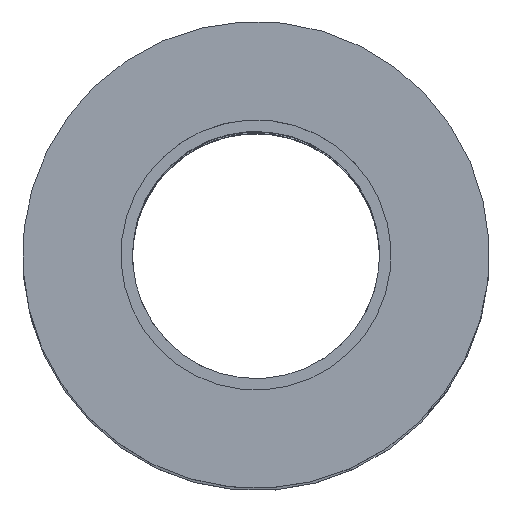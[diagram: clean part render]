
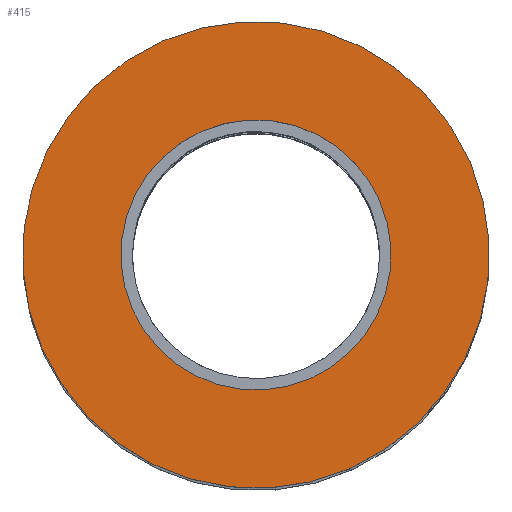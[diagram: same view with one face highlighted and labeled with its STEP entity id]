
A CAD part, top view. The second image highlights one B-rep face of the part: STEP entity #415.
In plain terms, the highlighted planar face has unit normal (0, 0, 1).
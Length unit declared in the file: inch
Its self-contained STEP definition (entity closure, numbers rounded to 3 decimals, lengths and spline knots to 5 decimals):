
#214 = VERTEX_POINT ( 'NONE', #2110 ) ;
#224 = ORIENTED_EDGE ( 'NONE', *, *, #2623, .F. ) ;
#237 = VERTEX_POINT ( 'NONE', #2087 ) ;
#265 = VERTEX_POINT ( 'NONE', #2077 ) ;
#337 = ORIENTED_EDGE ( 'NONE', *, *, #2606, .F. ) ;
#363 = VERTEX_POINT ( 'NONE', #2004 ) ;
#371 = ORIENTED_EDGE ( 'NONE', *, *, #908, .T. ) ;
#372 = ORIENTED_EDGE ( 'NONE', *, *, #2600, .T. ) ;
#415 = ADVANCED_FACE ( 'NONE', ( #637, #585 ), #570, .F. ) ;
#560 = DIRECTION ( 'NONE',  ( -0.917, -0.399, 0. ) ) ;
#565 = DIRECTION ( 'NONE',  ( 0., 0., -1. ) ) ;
#570 = PLANE ( 'NONE',  #1242 ) ;
#585 = FACE_OUTER_BOUND ( 'NONE', #2215, .T. ) ;
#626 = CARTESIAN_POINT ( 'NONE',  ( -0.23533, 0.54104, 2.46 ) ) ;
#637 = FACE_BOUND ( 'NONE', #2221, .T. ) ;
#835 = DIRECTION ( 'NONE',  ( 0.917, 0.399, 0. ) ) ;
#836 = DIRECTION ( 'NONE',  ( 0., 0., 1. ) ) ;
#839 = CARTESIAN_POINT ( 'NONE',  ( 0., 0., 2.46 ) ) ;
#908 = EDGE_CURVE ( 'NONE', #265, #214, #1234, .T. ) ;
#986 = AXIS2_PLACEMENT_3D ( 'NONE', #839, #836, #835 ) ;
#1234 = CIRCLE ( 'NONE', #986, 0.59 ) ;
#1242 = AXIS2_PLACEMENT_3D ( 'NONE', #626, #565, #560 ) ;
#1475 = CARTESIAN_POINT ( 'NONE',  ( 0., 0., 2.46 ) ) ;
#1476 = DIRECTION ( 'NONE',  ( 0., 0., 1. ) ) ;
#1477 = DIRECTION ( 'NONE',  ( 0.917, 0.399, 0. ) ) ;
#1490 = CARTESIAN_POINT ( 'NONE',  ( 0., 0., 2.46 ) ) ;
#1491 = DIRECTION ( 'NONE',  ( 0., 0., 1. ) ) ;
#1492 = DIRECTION ( 'NONE',  ( 0.917, 0.399, 0. ) ) ;
#1543 = CARTESIAN_POINT ( 'NONE',  ( 0., 0., 2.46 ) ) ;
#1544 = DIRECTION ( 'NONE',  ( 0., 0., 1. ) ) ;
#1545 = DIRECTION ( 'NONE',  ( 0.917, 0.399, 0. ) ) ;
#2004 = CARTESIAN_POINT ( 'NONE',  ( -0.31316, -0.13621, 2.46 ) ) ;
#2077 = CARTESIAN_POINT ( 'NONE',  ( 0.54104, 0.23533, 2.46 ) ) ;
#2087 = CARTESIAN_POINT ( 'NONE',  ( 0.31316, 0.13621, 2.46 ) ) ;
#2110 = CARTESIAN_POINT ( 'NONE',  ( -0.54104, -0.23533, 2.46 ) ) ;
#2215 = EDGE_LOOP ( 'NONE', ( #371, #372 ) ) ;
#2221 = EDGE_LOOP ( 'NONE', ( #337, #224 ) ) ;
#2434 = AXIS2_PLACEMENT_3D ( 'NONE', #1490, #1491, #1492 ) ;
#2435 = CIRCLE ( 'NONE', #2434, 0.3415 ) ;
#2448 = AXIS2_PLACEMENT_3D ( 'NONE', #1475, #1476, #1477 ) ;
#2450 = CIRCLE ( 'NONE', #2448, 0.59 ) ;
#2514 = CIRCLE ( 'NONE', #2557, 0.3415 ) ;
#2557 = AXIS2_PLACEMENT_3D ( 'NONE', #1543, #1544, #1545 ) ;
#2600 = EDGE_CURVE ( 'NONE', #214, #265, #2450, .T. ) ;
#2606 = EDGE_CURVE ( 'NONE', #237, #363, #2435, .T. ) ;
#2623 = EDGE_CURVE ( 'NONE', #363, #237, #2514, .T. ) ;
